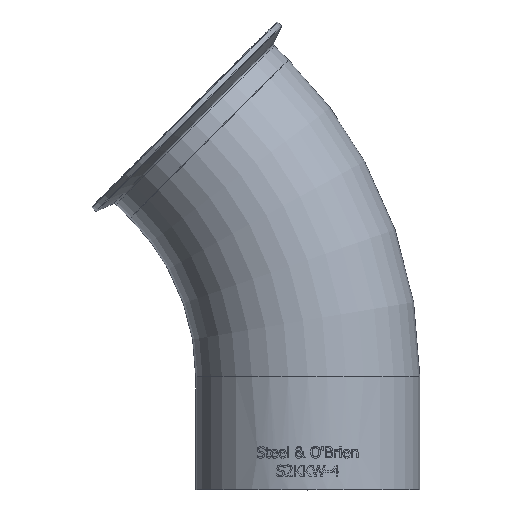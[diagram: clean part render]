
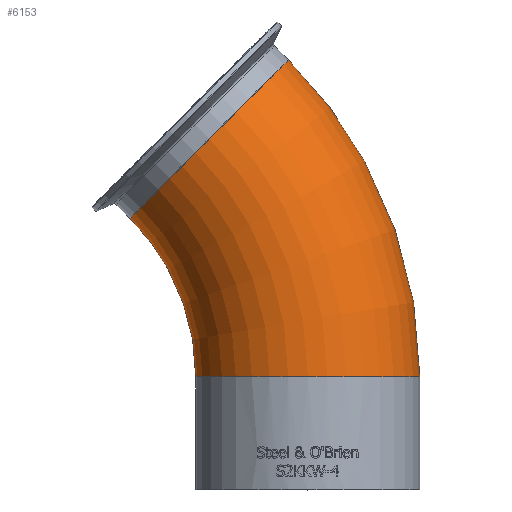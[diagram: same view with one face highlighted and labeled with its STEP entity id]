
A CAD part, top view. The second image highlights one B-rep face of the part: STEP entity #6153.
In plain terms, the highlighted toroidal (fillet/blend) face has major radius 152.4 mm and minor radius 50.8 mm.
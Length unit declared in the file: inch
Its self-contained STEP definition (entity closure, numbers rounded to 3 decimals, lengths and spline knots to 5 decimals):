
#26=TOROIDAL_SURFACE('',#6562,6.,2.);
#282=FACE_BOUND('',#1464,.T.);
#1065=FACE_OUTER_BOUND('',#1463,.T.);
#1463=EDGE_LOOP('',(#5716,#5717));
#1464=EDGE_LOOP('',(#5718));
#1596=CIRCLE('',#6508,2.);
#1615=CIRCLE('',#6552,2.);
#1616=CIRCLE('',#6553,2.);
#3001=VERTEX_POINT('',#13155);
#3020=VERTEX_POINT('',#13218);
#3021=VERTEX_POINT('',#13219);
#3899=EDGE_CURVE('',#3001,#3001,#1596,.T.);
#3918=EDGE_CURVE('',#3020,#3021,#1615,.T.);
#3919=EDGE_CURVE('',#3021,#3020,#1616,.T.);
#5716=ORIENTED_EDGE('',*,*,#3919,.T.);
#5717=ORIENTED_EDGE('',*,*,#3918,.T.);
#5718=ORIENTED_EDGE('',*,*,#3899,.T.);
#6153=ADVANCED_FACE('',(#1065,#282),#26,.T.);
#6508=AXIS2_PLACEMENT_3D('',#13156,#7666,#7667);
#6552=AXIS2_PLACEMENT_3D('',#13220,#7754,#7755);
#6553=AXIS2_PLACEMENT_3D('',#13221,#7756,#7757);
#6562=AXIS2_PLACEMENT_3D('',#13233,#7774,#7775);
#7666=DIRECTION('center_axis',(0.,1.,0.));
#7667=DIRECTION('ref_axis',(-1.,0.,0.));
#7754=DIRECTION('center_axis',(0.707,-0.707,0.));
#7755=DIRECTION('ref_axis',(-0.707,-0.707,0.));
#7756=DIRECTION('center_axis',(0.707,-0.707,0.));
#7757=DIRECTION('ref_axis',(-0.707,-0.707,0.));
#7774=DIRECTION('center_axis',(0.,0.,1.));
#7775=DIRECTION('ref_axis',(0.,-1.,0.));
#13155=CARTESIAN_POINT('',(4.59604,2.0145,0.));
#13156=CARTESIAN_POINT('Origin',(2.59604,2.0145,0.));
#13218=CARTESIAN_POINT('',(0.83868,6.25714,2.));
#13219=CARTESIAN_POINT('',(0.83868,6.25714,-2.));
#13220=CARTESIAN_POINT('Origin',(0.83868,6.25714,0.));
#13221=CARTESIAN_POINT('Origin',(0.83868,6.25714,0.));
#13233=CARTESIAN_POINT('Origin',(-3.40396,2.0145,0.));
